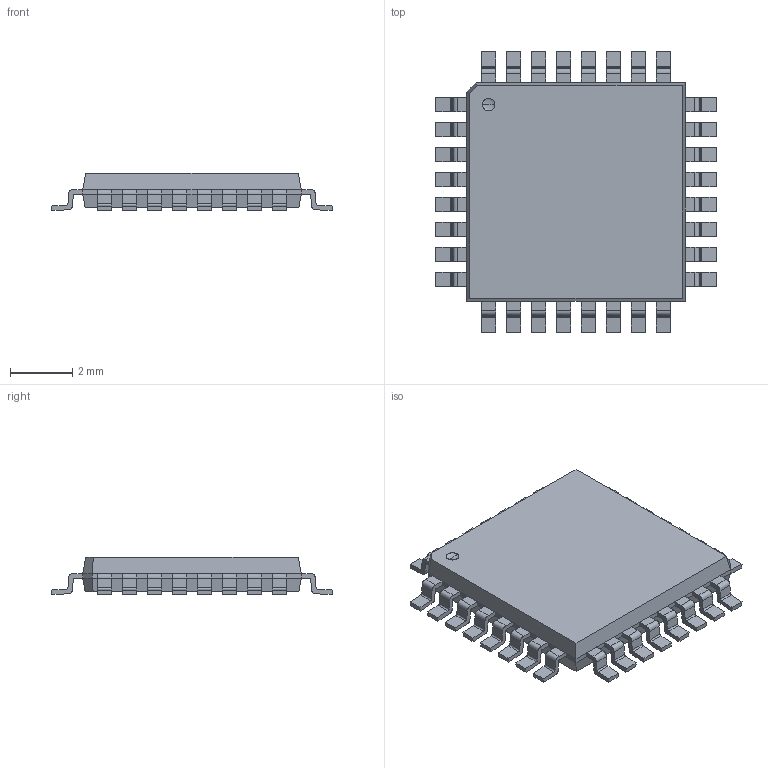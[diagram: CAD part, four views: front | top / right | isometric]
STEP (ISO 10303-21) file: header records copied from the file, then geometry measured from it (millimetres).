
FILE_DESCRIPTION(('FreeCAD Model'),'2;1');
FILE_NAME('Document_sp.step', '2017-07-25T17:14:40',('kicad StepUp'),('ksu MCAD'), 'Open CASCADE STEP processor 6.8','FreeCAD','Unknown');
FILE_SCHEMA(('AUTOMOTIVE_DESIGN_CC2 { 1 2 10303 214 -1 1 5 4 }'));
Length unit declared in the file: millimetre
Products named in the file (2): ASSEMBLY; Document_sp
Assembly tree (1 placements, depth 2):
  ASSEMBLY
    Document_sp
Bounding box: 9 x 9 x 1.2 mm (x, y, z)
Volume: 56.8 mm3; surface area: 200.5 mm2
Topology: 33 solids, 33 shells, 469 faces, 1199 edges, 795 vertices
Faces by surface type: bspline 388, plane 81
Entity records: 19882 total; most frequent: CARTESIAN_POINT 8806, ORIENTED_EDGE 2394, EDGE_CURVE 1197, B_SPLINE_CURVE_WITH_KNOTS 1189, VERTEX_POINT 795, FACE_BOUND 470, EDGE_LOOP 470, ADVANCED_FACE 469
